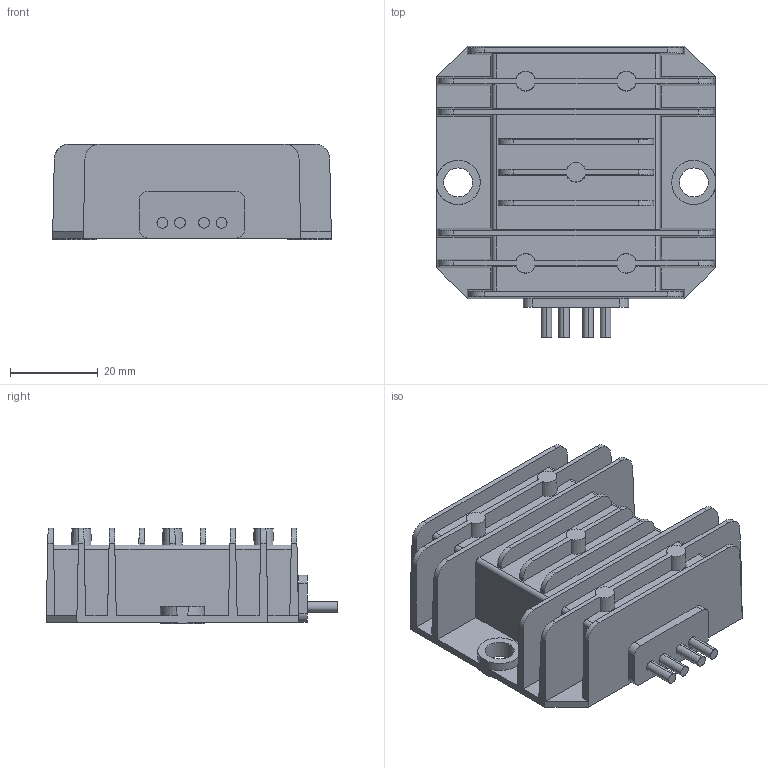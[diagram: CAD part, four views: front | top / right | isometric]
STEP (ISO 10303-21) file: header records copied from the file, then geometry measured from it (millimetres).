
FILE_DESCRIPTION (( 'STEP AP203' ), '1' );
FILE_NAME ('DCDC.STEP', '2022-01-02T21:28:27', ( '' ), ( '' ), 'SwSTEP 2.0', 'SolidWorks 2020', '' );
FILE_SCHEMA (( 'CONFIG_CONTROL_DESIGN' ));
Length unit declared in the file: millimetre
Products named in the file (1): DCDC
Bounding box: 63.69 x 66.63 x 21.9 mm (x, y, z)
Volume: 44318.9 mm3; surface area: 28541 mm2
Topology: 7 solids, 7 shells, 197 faces, 532 edges, 352 vertices
Faces by surface type: plane 119, cylinder 68, cone 10
Entity records: 6251 total; most frequent: CARTESIAN_POINT 1334, ORIENTED_EDGE 1064, DIRECTION 944, EDGE_CURVE 532, VERTEX_POINT 352, LINE 348, VECTOR 348, AXIS2_PLACEMENT_3D 298
